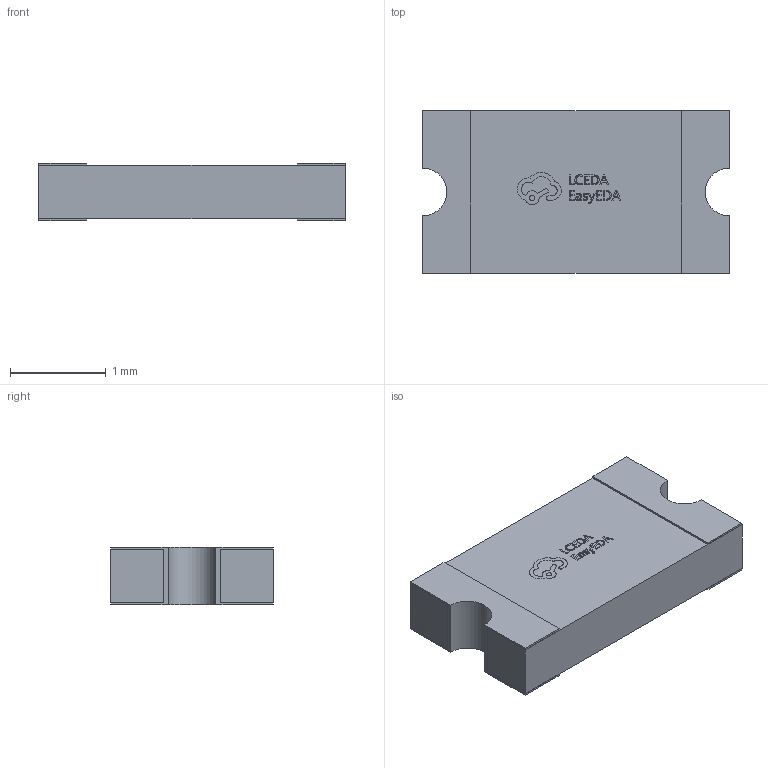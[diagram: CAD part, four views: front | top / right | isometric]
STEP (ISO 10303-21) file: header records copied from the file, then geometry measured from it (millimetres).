
FILE_DESCRIPTION(('FreeCAD Model'),'2;1');
FILE_NAME('Open CASCADE Shape Model','2022-11-01T11:11:04',(''),(''), 'Open CASCADE STEP processor 7.6','FreeCAD','Unknown');
FILE_SCHEMA(('AUTOMOTIVE_DESIGN { 1 0 10303 214 1 1 1 1 }'));
Length unit declared in the file: millimetre
Products named in the file (3): F1; F1206; SOLID
Assembly tree (2 placements, depth 3):
  F1
    F1206
      SOLID
Bounding box: 3.2 x 1.7 x 0.6 mm (x, y, z)
Volume: 3 mm3; surface area: 16.7 mm2
Topology: 1 solids, 1 shells, 318 faces, 870 edges, 580 vertices
Faces by surface type: plane 199, bspline 112, cylinder 7
Entity records: 24706 total; most frequent: CARTESIAN_POINT 6913, DIRECTION 2348, LINE 1898, VECTOR 1898, ORIENTED_EDGE 1740, PCURVE 1740, DEFINITIONAL_REPRESENTATION 1740, EDGE_CURVE 870
